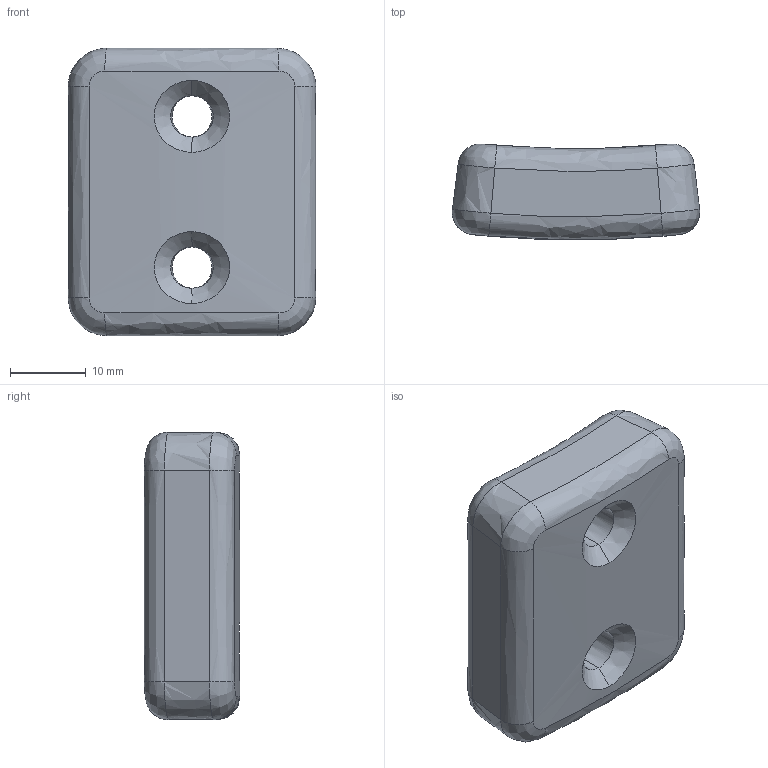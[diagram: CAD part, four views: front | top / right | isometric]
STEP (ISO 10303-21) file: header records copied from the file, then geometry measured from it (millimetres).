
FILE_DESCRIPTION (( 'STEP AP214' ), '1' );
FILE_NAME ('collar - counterweight.STEP', '2020-08-25T10:38:57', ( '' ), ( '' ), 'SwSTEP 2.0', 'SolidWorks 2016', '' );
FILE_SCHEMA (( 'AUTOMOTIVE_DESIGN' ));
Length unit declared in the file: millimetre
Products named in the file (1): collar - counterweight
Bounding box: 32.73 x 12.63 x 38 mm (x, y, z)
Volume: 13201.7 mm3; surface area: 3911.6 mm2
Topology: 1 solids, 1 shells, 34 faces, 76 edges, 44 vertices
Faces by surface type: bspline 30, plane 4
Entity records: 3982 total; most frequent: CARTESIAN_POINT 3403, ORIENTED_EDGE 152, EDGE_CURVE 76, B_SPLINE_CURVE_WITH_KNOTS 59, VERTEX_POINT 44, EDGE_LOOP 38, ADVANCED_FACE 34, FACE_OUTER_BOUND 34
